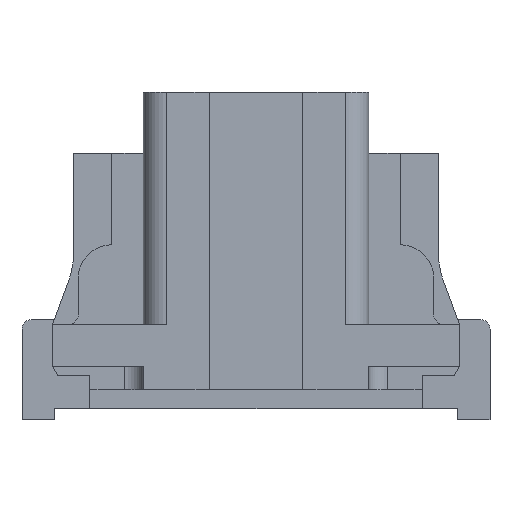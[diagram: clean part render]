
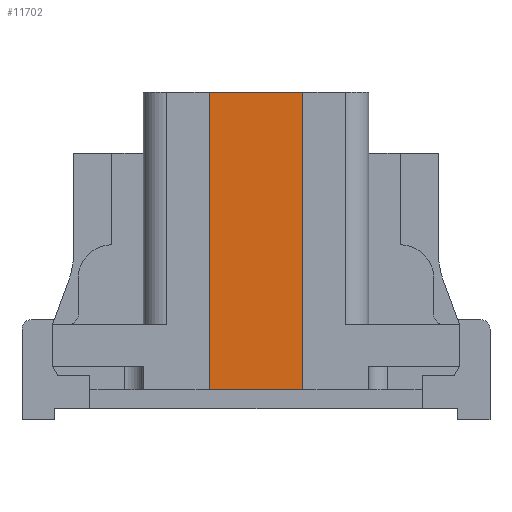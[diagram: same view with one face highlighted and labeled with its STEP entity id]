
A CAD part, left-side view. The second image highlights one B-rep face of the part: STEP entity #11702.
In plain terms, the highlighted planar face has unit normal (-1, 0, 0).
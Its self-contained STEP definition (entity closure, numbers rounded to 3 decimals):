
#8175 = VERTEX_POINT('',#8176);
#8176 = CARTESIAN_POINT('',(-3.463,0.5,3.5));
#8182 = EDGE_CURVE('',#8175,#8183,#8185,.T.);
#8183 = VERTEX_POINT('',#8184);
#8184 = CARTESIAN_POINT('',(-3.463,-0.5,3.5));
#8185 = LINE('',#8186,#8187);
#8186 = CARTESIAN_POINT('',(-3.463,0.5,3.5));
#8187 = VECTOR('',#8188,1.);
#8188 = DIRECTION('',(0.,-1.,0.));
#8473 = VERTEX_POINT('',#8474);
#8474 = CARTESIAN_POINT('',(-3.463,-0.5,0.32));
#8480 = EDGE_CURVE('',#8473,#8481,#8483,.T.);
#8481 = VERTEX_POINT('',#8482);
#8482 = CARTESIAN_POINT('',(-3.463,0.5,0.32));
#8483 = LINE('',#8484,#8485);
#8484 = CARTESIAN_POINT('',(-3.463,0.5,0.32));
#8485 = VECTOR('',#8486,1.);
#8486 = DIRECTION('',(0.,1.,0.));
#11702 = ADVANCED_FACE('',(#11703),#11719,.F.);
#11703 = FACE_BOUND('',#11704,.T.);
#11704 = EDGE_LOOP('',(#11705,#11711,#11712,#11718));
#11705 = ORIENTED_EDGE('',*,*,#11706,.F.);
#11706 = EDGE_CURVE('',#8183,#8473,#11707,.T.);
#11707 = LINE('',#11708,#11709);
#11708 = CARTESIAN_POINT('',(-3.463,-0.5,2.85));
#11709 = VECTOR('',#11710,1.);
#11710 = DIRECTION('',(0.,0.,-1.));
#11711 = ORIENTED_EDGE('',*,*,#8182,.F.);
#11712 = ORIENTED_EDGE('',*,*,#11713,.T.);
#11713 = EDGE_CURVE('',#8175,#8481,#11714,.T.);
#11714 = LINE('',#11715,#11716);
#11715 = CARTESIAN_POINT('',(-3.463,0.5,2.85));
#11716 = VECTOR('',#11717,1.);
#11717 = DIRECTION('',(0.,0.,-1.));
#11718 = ORIENTED_EDGE('',*,*,#8480,.F.);
#11719 = PLANE('',#11720);
#11720 = AXIS2_PLACEMENT_3D('',#11721,#11722,#11723);
#11721 = CARTESIAN_POINT('',(-3.463,0.5,2.85));
#11722 = DIRECTION('',(1.,0.,0.));
#11723 = DIRECTION('',(0.,1.,0.));
